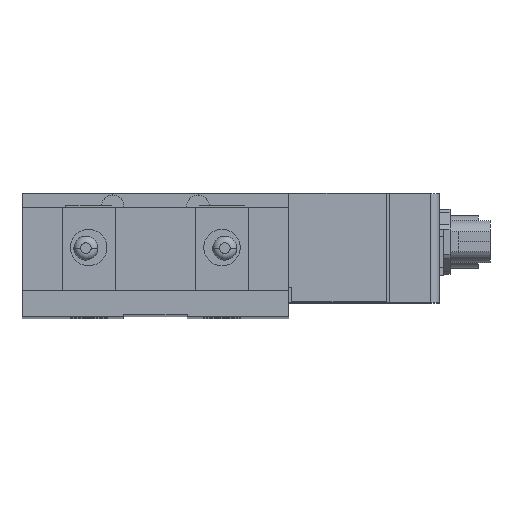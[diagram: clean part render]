
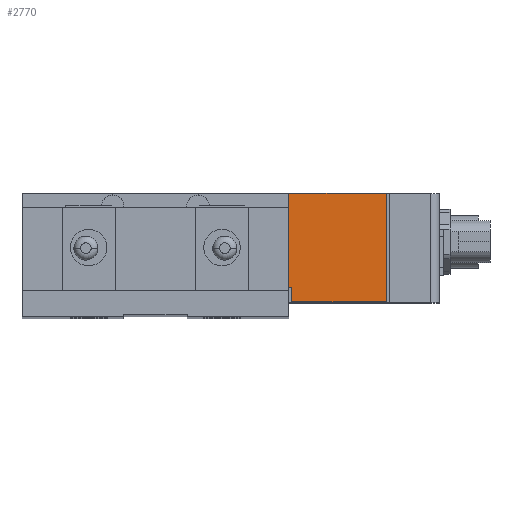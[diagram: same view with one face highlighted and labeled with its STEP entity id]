
A CAD part, top view. The second image highlights one B-rep face of the part: STEP entity #2770.
In plain terms, the highlighted planar face has unit normal (0, 0, 1).
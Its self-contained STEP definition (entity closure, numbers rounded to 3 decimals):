
#150 = DIRECTION ( 'NONE',  ( -1., 0., 0. ) ) ;
#2348 = CARTESIAN_POINT ( 'NONE',  ( 43.35, 10.4, 19.9 ) ) ;
#2587 = CARTESIAN_POINT ( 'NONE',  ( 0., 0., 19.9 ) ) ;
#2620 = VECTOR ( 'NONE', #16476, 1000. ) ;
#2770 = ADVANCED_FACE ( 'NONE', ( #8285 ), #15186, .T. ) ;
#2830 = CARTESIAN_POINT ( 'NONE',  ( 25.55, -9.9, 19.9 ) ) ;
#2936 = VECTOR ( 'NONE', #11425, 1000. ) ;
#3022 = DIRECTION ( 'NONE',  ( 1., 0., 0. ) ) ;
#3314 = EDGE_CURVE ( 'NONE', #5344, #3371, #15438, .T. ) ;
#3371 = VERTEX_POINT ( 'NONE', #14777 ) ;
#3546 = CARTESIAN_POINT ( 'NONE',  ( 25., 10.4, 19.9 ) ) ;
#3693 = CARTESIAN_POINT ( 'NONE',  ( 43.35, -9.9, 19.9 ) ) ;
#4046 = VECTOR ( 'NONE', #11501, 1000. ) ;
#4092 = ORIENTED_EDGE ( 'NONE', *, *, #8205, .T. ) ;
#4583 = LINE ( 'NONE', #13041, #4046 ) ;
#4604 = EDGE_CURVE ( 'NONE', #14759, #12086, #4583, .T. ) ;
#5344 = VERTEX_POINT ( 'NONE', #11263 ) ;
#5851 = CARTESIAN_POINT ( 'NONE',  ( 25., -7.176, 19.9 ) ) ;
#6131 = CARTESIAN_POINT ( 'NONE',  ( 25.55, -7.176, 19.9 ) ) ;
#6144 = ORIENTED_EDGE ( 'NONE', *, *, #10606, .T. ) ;
#6388 = VECTOR ( 'NONE', #3022, 1000. ) ;
#6549 = ORIENTED_EDGE ( 'NONE', *, *, #3314, .T. ) ;
#8200 = VECTOR ( 'NONE', #150, 1000. ) ;
#8205 = EDGE_CURVE ( 'NONE', #3371, #12399, #17710, .T. ) ;
#8285 = FACE_OUTER_BOUND ( 'NONE', #14794, .T. ) ;
#9386 = DIRECTION ( 'NONE',  ( 1., 0., 0. ) ) ;
#9694 = EDGE_CURVE ( 'NONE', #12086, #11758, #16670, .T. ) ;
#10087 = LINE ( 'NONE', #12757, #8200 ) ;
#10606 = EDGE_CURVE ( 'NONE', #12399, #14759, #10087, .T. ) ;
#11263 = CARTESIAN_POINT ( 'NONE',  ( 25.55, -9.9, 19.9 ) ) ;
#11425 = DIRECTION ( 'NONE',  ( 1., 0., 0. ) ) ;
#11501 = DIRECTION ( 'NONE',  ( 0., -1., 0. ) ) ;
#11758 = VERTEX_POINT ( 'NONE', #6131 ) ;
#12000 = AXIS2_PLACEMENT_3D ( 'NONE', #2587, #12344, #9386 ) ;
#12086 = VERTEX_POINT ( 'NONE', #5851 ) ;
#12143 = CARTESIAN_POINT ( 'NONE',  ( 25.55, -7.176, 19.9 ) ) ;
#12169 = DIRECTION ( 'NONE',  ( 0., 1., 0. ) ) ;
#12344 = DIRECTION ( 'NONE',  ( 0., 0., 1. ) ) ;
#12399 = VERTEX_POINT ( 'NONE', #2348 ) ;
#12589 = VECTOR ( 'NONE', #12169, 1000. ) ;
#12757 = CARTESIAN_POINT ( 'NONE',  ( 43.35, 10.4, 19.9 ) ) ;
#13041 = CARTESIAN_POINT ( 'NONE',  ( 25., -13.076, 19.9 ) ) ;
#13569 = ORIENTED_EDGE ( 'NONE', *, *, #4604, .T. ) ;
#13615 = LINE ( 'NONE', #12143, #2620 ) ;
#14759 = VERTEX_POINT ( 'NONE', #3546 ) ;
#14777 = CARTESIAN_POINT ( 'NONE',  ( 43.35, -9.9, 19.9 ) ) ;
#14794 = EDGE_LOOP ( 'NONE', ( #6144, #13569, #18199, #16404, #6549, #4092 ) ) ;
#15186 = PLANE ( 'NONE',  #12000 ) ;
#15438 = LINE ( 'NONE', #2830, #6388 ) ;
#16404 = ORIENTED_EDGE ( 'NONE', *, *, #18125, .T. ) ;
#16476 = DIRECTION ( 'NONE',  ( 0., -1., 0. ) ) ;
#16670 = LINE ( 'NONE', #16785, #2936 ) ;
#16785 = CARTESIAN_POINT ( 'NONE',  ( 10.4, -7.176, 19.9 ) ) ;
#17710 = LINE ( 'NONE', #3693, #12589 ) ;
#18125 = EDGE_CURVE ( 'NONE', #11758, #5344, #13615, .T. ) ;
#18199 = ORIENTED_EDGE ( 'NONE', *, *, #9694, .T. ) ;
